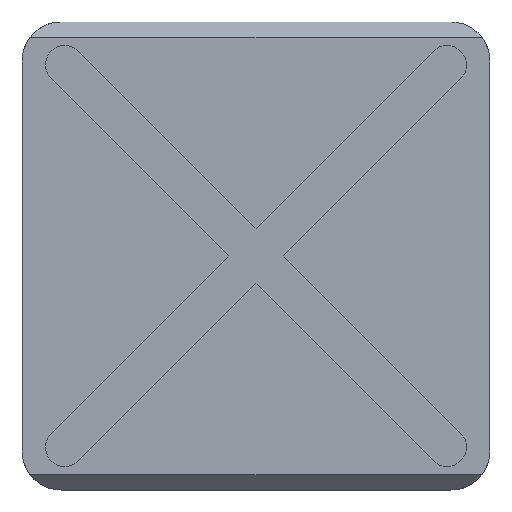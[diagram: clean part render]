
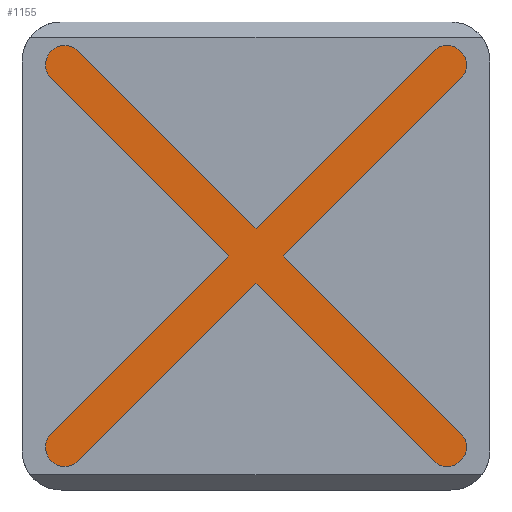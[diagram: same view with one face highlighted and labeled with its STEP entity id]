
A CAD part, front view. The second image highlights one B-rep face of the part: STEP entity #1155.
In plain terms, the highlighted face is planar.
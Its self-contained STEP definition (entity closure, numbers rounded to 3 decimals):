
#15 = CARTESIAN_POINT ( 'NONE',  ( -15.55, 15.55, 0.762 ) ) ;
#18 = CIRCLE ( 'NONE', #1437, 1.588 ) ;
#50 = CARTESIAN_POINT ( 'NONE',  ( 15.55, 15.55, 0.762 ) ) ;
#55 = AXIS2_PLACEMENT_3D ( 'NONE', #1176, #360, #1038 ) ;
#57 = CARTESIAN_POINT ( 'NONE',  ( -1.123, -1.123, 0.762 ) ) ;
#63 = DIRECTION ( 'NONE',  ( -0.707, -0.707, 0. ) ) ;
#71 = LINE ( 'NONE', #57, #1410 ) ;
#74 = CARTESIAN_POINT ( 'NONE',  ( 15.55, -15.55, 0.762 ) ) ;
#76 = LINE ( 'NONE', #881, #801 ) ;
#114 = VERTEX_POINT ( 'NONE', #1070 ) ;
#115 = ORIENTED_EDGE ( 'NONE', *, *, #562, .T. ) ;
#136 = VERTEX_POINT ( 'NONE', #372 ) ;
#151 = CARTESIAN_POINT ( 'NONE',  ( -2.245, 0., 0.762 ) ) ;
#179 = DIRECTION ( 'NONE',  ( 0., 0., -1. ) ) ;
#200 = DIRECTION ( 'NONE',  ( 0., 0., -1. ) ) ;
#206 = VERTEX_POINT ( 'NONE', #1003 ) ;
#210 = VERTEX_POINT ( 'NONE', #649 ) ;
#211 = EDGE_CURVE ( 'NONE', #1339, #206, #845, .T. ) ;
#213 = ORIENTED_EDGE ( 'NONE', *, *, #211, .T. ) ;
#220 = CIRCLE ( 'NONE', #480, 1.588 ) ;
#221 = LINE ( 'NONE', #1250, #1385 ) ;
#232 = CARTESIAN_POINT ( 'NONE',  ( -1.123, -1.123, 0.762 ) ) ;
#250 = DIRECTION ( 'NONE',  ( 0., 0., -1. ) ) ;
#264 = ORIENTED_EDGE ( 'NONE', *, *, #1341, .T. ) ;
#266 = DIRECTION ( 'NONE',  ( -1., 0., 0. ) ) ;
#282 = EDGE_CURVE ( 'NONE', #210, #563, #413, .T. ) ;
#294 = ORIENTED_EDGE ( 'NONE', *, *, #1217, .T. ) ;
#299 = VECTOR ( 'NONE', #63, 1000. ) ;
#316 = DIRECTION ( 'NONE',  ( -1., 0., 0. ) ) ;
#329 = CARTESIAN_POINT ( 'NONE',  ( 0., -2.245, 0.762 ) ) ;
#344 = DIRECTION ( 'NONE',  ( -1., 0., 0. ) ) ;
#346 = ORIENTED_EDGE ( 'NONE', *, *, #943, .F. ) ;
#347 = DIRECTION ( 'NONE',  ( -0.707, 0.707, 0. ) ) ;
#350 = ORIENTED_EDGE ( 'NONE', *, *, #759, .T. ) ;
#360 = DIRECTION ( 'NONE',  ( 0., 0., -1. ) ) ;
#365 = CARTESIAN_POINT ( 'NONE',  ( 2.245, 0., 0.762 ) ) ;
#366 = EDGE_CURVE ( 'NONE', #695, #114, #573, .T. ) ;
#372 = CARTESIAN_POINT ( 'NONE',  ( -17.138, 15.55, 0.762 ) ) ;
#380 = ORIENTED_EDGE ( 'NONE', *, *, #699, .T. ) ;
#410 = EDGE_CURVE ( 'NONE', #623, #1278, #1350, .T. ) ;
#413 = LINE ( 'NONE', #1323, #1200 ) ;
#416 = DIRECTION ( 'NONE',  ( 0., 0., -1. ) ) ;
#426 = DIRECTION ( 'NONE',  ( -0.707, -0.707, 0. ) ) ;
#427 = CARTESIAN_POINT ( 'NONE',  ( -16.673, -14.427, 0.762 ) ) ;
#467 = DIRECTION ( 'NONE',  ( -0.707, 0.707, 0. ) ) ;
#480 = AXIS2_PLACEMENT_3D ( 'NONE', #1190, #416, #1073 ) ;
#490 = AXIS2_PLACEMENT_3D ( 'NONE', #50, #725, #266 ) ;
#517 = EDGE_CURVE ( 'NONE', #1442, #136, #1416, .T. ) ;
#525 = DIRECTION ( 'NONE',  ( -0.707, 0.707, 0. ) ) ;
#545 = LINE ( 'NONE', #1329, #299 ) ;
#552 = CARTESIAN_POINT ( 'NONE',  ( -1.123, 1.123, 0.762 ) ) ;
#562 = EDGE_CURVE ( 'NONE', #206, #761, #911, .T. ) ;
#563 = VERTEX_POINT ( 'NONE', #365 ) ;
#573 = LINE ( 'NONE', #1121, #655 ) ;
#576 = VERTEX_POINT ( 'NONE', #931 ) ;
#623 = VERTEX_POINT ( 'NONE', #151 ) ;
#637 = ORIENTED_EDGE ( 'NONE', *, *, #517, .T. ) ;
#649 = CARTESIAN_POINT ( 'NONE',  ( 16.673, 14.427, 0.762 ) ) ;
#655 = VECTOR ( 'NONE', #347, 1000. ) ;
#672 = CARTESIAN_POINT ( 'NONE',  ( -16.673, 14.427, 0.762 ) ) ;
#695 = VERTEX_POINT ( 'NONE', #1194 ) ;
#699 = EDGE_CURVE ( 'NONE', #1342, #210, #951, .T. ) ;
#725 = DIRECTION ( 'NONE',  ( 0., 0., -1. ) ) ;
#759 = EDGE_CURVE ( 'NONE', #824, #1278, #18, .T. ) ;
#761 = VERTEX_POINT ( 'NONE', #329 ) ;
#764 = EDGE_CURVE ( 'NONE', #1342, #695, #76, .T. ) ;
#771 = DIRECTION ( 'NONE',  ( 0., 0., -1. ) ) ;
#799 = ORIENTED_EDGE ( 'NONE', *, *, #410, .F. ) ;
#801 = VECTOR ( 'NONE', #1319, 1000. ) ;
#824 = VERTEX_POINT ( 'NONE', #1006 ) ;
#845 = CIRCLE ( 'NONE', #1129, 1.588 ) ;
#851 = ORIENTED_EDGE ( 'NONE', *, *, #764, .F. ) ;
#867 = CARTESIAN_POINT ( 'NONE',  ( 16.673, -14.427, 0.762 ) ) ;
#880 = CARTESIAN_POINT ( 'NONE',  ( -15.55, -15.55, 0.762 ) ) ;
#881 = CARTESIAN_POINT ( 'NONE',  ( -1.123, 1.123, 0.762 ) ) ;
#911 = LINE ( 'NONE', #232, #1105 ) ;
#931 = CARTESIAN_POINT ( 'NONE',  ( -14.427, -16.673, 0.762 ) ) ;
#943 = EDGE_CURVE ( 'NONE', #1339, #563, #221, .T. ) ;
#944 = CIRCLE ( 'NONE', #1243, 1.588 ) ;
#951 = CIRCLE ( 'NONE', #490, 1.588 ) ;
#991 = CARTESIAN_POINT ( 'NONE',  ( -15.55, -15.55, 0.762 ) ) ;
#992 = VECTOR ( 'NONE', #1457, 1000. ) ;
#1003 = CARTESIAN_POINT ( 'NONE',  ( 14.427, -16.673, 0.762 ) ) ;
#1006 = CARTESIAN_POINT ( 'NONE',  ( -17.138, -15.55, 0.762 ) ) ;
#1038 = DIRECTION ( 'NONE',  ( -1., 0., 0. ) ) ;
#1070 = CARTESIAN_POINT ( 'NONE',  ( -14.427, 16.673, 0.762 ) ) ;
#1073 = DIRECTION ( 'NONE',  ( -1., 0., 0. ) ) ;
#1087 = AXIS2_PLACEMENT_3D ( 'NONE', #15, #250, #344 ) ;
#1094 = ORIENTED_EDGE ( 'NONE', *, *, #282, .T. ) ;
#1096 = CARTESIAN_POINT ( 'NONE',  ( 14.427, 16.673, 0.762 ) ) ;
#1105 = VECTOR ( 'NONE', #467, 1000. ) ;
#1121 = CARTESIAN_POINT ( 'NONE',  ( 1.123, 1.123, 0.762 ) ) ;
#1126 = ORIENTED_EDGE ( 'NONE', *, *, #1257, .T. ) ;
#1129 = AXIS2_PLACEMENT_3D ( 'NONE', #74, #179, #1219 ) ;
#1155 = ADVANCED_FACE ( 'NONE', ( #1381 ), #1185, .T. ) ;
#1176 = CARTESIAN_POINT ( 'NONE',  ( 0., 0., 0.762 ) ) ;
#1185 = PLANE ( 'NONE',  #55 ) ;
#1190 = CARTESIAN_POINT ( 'NONE',  ( -15.55, 15.55, 0.762 ) ) ;
#1194 = CARTESIAN_POINT ( 'NONE',  ( 0., 2.245, 0.762 ) ) ;
#1200 = VECTOR ( 'NONE', #426, 1000. ) ;
#1217 = EDGE_CURVE ( 'NONE', #623, #1442, #71, .T. ) ;
#1219 = DIRECTION ( 'NONE',  ( -1., 0., 0. ) ) ;
#1222 = DIRECTION ( 'NONE',  ( -1., 0., 0. ) ) ;
#1231 = ORIENTED_EDGE ( 'NONE', *, *, #1317, .T. ) ;
#1243 = AXIS2_PLACEMENT_3D ( 'NONE', #880, #200, #316 ) ;
#1245 = ORIENTED_EDGE ( 'NONE', *, *, #366, .F. ) ;
#1250 = CARTESIAN_POINT ( 'NONE',  ( 1.123, 1.123, 0.762 ) ) ;
#1257 = EDGE_CURVE ( 'NONE', #136, #114, #220, .T. ) ;
#1278 = VERTEX_POINT ( 'NONE', #427 ) ;
#1317 = EDGE_CURVE ( 'NONE', #576, #824, #944, .T. ) ;
#1319 = DIRECTION ( 'NONE',  ( -0.707, -0.707, 0. ) ) ;
#1323 = CARTESIAN_POINT ( 'NONE',  ( 1.123, -1.123, 0.762 ) ) ;
#1329 = CARTESIAN_POINT ( 'NONE',  ( 1.123, -1.123, 0.762 ) ) ;
#1332 = DIRECTION ( 'NONE',  ( -0.707, 0.707, 0. ) ) ;
#1339 = VERTEX_POINT ( 'NONE', #867 ) ;
#1341 = EDGE_CURVE ( 'NONE', #761, #576, #545, .T. ) ;
#1342 = VERTEX_POINT ( 'NONE', #1096 ) ;
#1345 = EDGE_LOOP ( 'NONE', ( #851, #380, #1094, #346, #213, #115, #264, #1231, #350, #799, #294, #637, #1126, #1245 ) ) ;
#1350 = LINE ( 'NONE', #552, #992 ) ;
#1381 = FACE_OUTER_BOUND ( 'NONE', #1345, .T. ) ;
#1385 = VECTOR ( 'NONE', #1332, 1000. ) ;
#1410 = VECTOR ( 'NONE', #525, 1000. ) ;
#1416 = CIRCLE ( 'NONE', #1087, 1.588 ) ;
#1437 = AXIS2_PLACEMENT_3D ( 'NONE', #991, #771, #1222 ) ;
#1442 = VERTEX_POINT ( 'NONE', #672 ) ;
#1457 = DIRECTION ( 'NONE',  ( -0.707, -0.707, 0. ) ) ;
